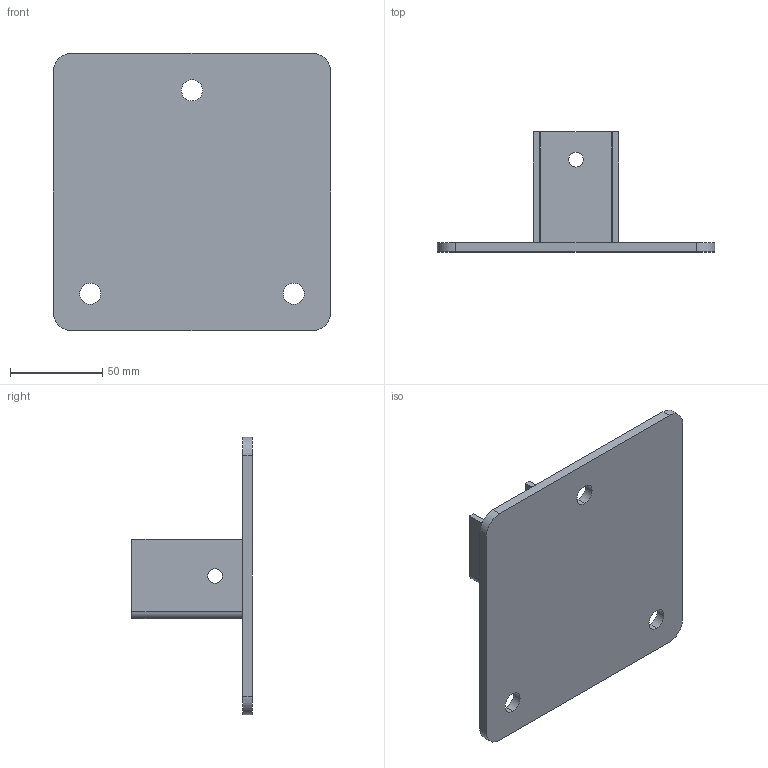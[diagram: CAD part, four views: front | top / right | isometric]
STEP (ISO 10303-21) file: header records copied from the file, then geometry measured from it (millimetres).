
FILE_DESCRIPTION (( 'STEP AP214' ), '1' );
FILE_NAME ('1Guard Foot Plate ex cap screws.STEP', '2015-06-06T03:02:48', ( '' ), ( '' ), 'SwSTEP 2.0', 'SolidWorks 2015', '' );
FILE_SCHEMA (( 'AUTOMOTIVE_DESIGN' ));
Length unit declared in the file: millimetre
Products named in the file (1): 1Guard Foot Plate ex cap screws
Bounding box: 150 x 65 x 150 mm (x, y, z)
Volume: 132354.1 mm3; surface area: 63551.4 mm2
Topology: 2 solids, 2 shells, 44 faces, 104 edges, 64 vertices
Faces by surface type: plane 24, cylinder 20
Entity records: 1327 total; most frequent: DIRECTION 234, CARTESIAN_POINT 213, ORIENTED_EDGE 208, EDGE_CURVE 104, AXIS2_PLACEMENT_3D 85, LINE 64, VECTOR 64, VERTEX_POINT 64
